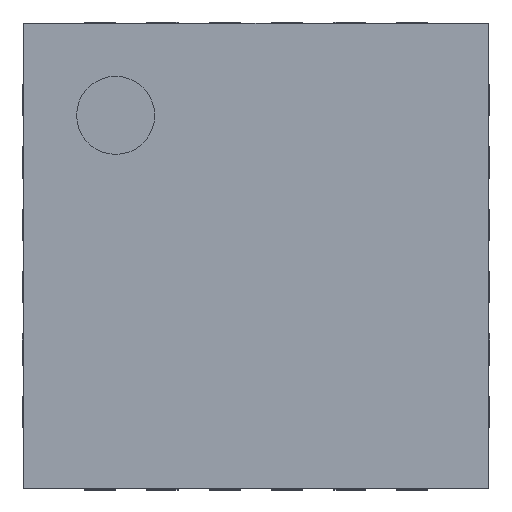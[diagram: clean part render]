
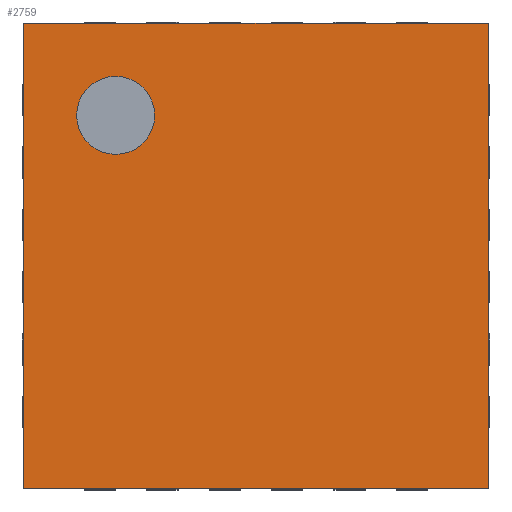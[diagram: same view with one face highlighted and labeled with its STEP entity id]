
A CAD part, top view. The second image highlights one B-rep face of the part: STEP entity #2759.
In plain terms, the highlighted planar face has unit normal (0, 0, 1).
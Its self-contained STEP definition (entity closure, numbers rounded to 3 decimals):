
#13=DIRECTION('',(0.,0.,1.));
#159=VECTOR('',#160,1.);
#160=DIRECTION('',(1.,0.,0.));
#166=VECTOR('',#167,1.);
#167=DIRECTION('',(0.,-1.,0.));
#768=VERTEX_POINT('',#769);
#769=CARTESIAN_POINT('',(-1.49,1.49,1.02));
#771=ORIENTED_EDGE('',*,*,#772,.T.);
#772=EDGE_CURVE('',#768,#773,#775,.T.);
#773=VERTEX_POINT('',#774);
#774=CARTESIAN_POINT('',(-1.49,-1.49,1.02));
#775=LINE('',#769,#166);
#885=ORIENTED_EDGE('',*,*,#886,.F.);
#886=EDGE_CURVE('',#768,#887,#889,.T.);
#887=VERTEX_POINT('',#888);
#888=CARTESIAN_POINT('',(1.49,1.49,1.02));
#889=LINE('',#769,#159);
#909=DIRECTION('',(0.,0.,-1.));
#1715=EDGE_CURVE('',#887,#1716,#1718,.T.);
#1716=VERTEX_POINT('',#1717);
#1717=CARTESIAN_POINT('',(1.49,-1.49,1.02));
#1718=LINE('',#888,#166);
#1824=EDGE_CURVE('',#773,#1716,#1825,.T.);
#1825=LINE('',#774,#159);
#2759=ADVANCED_FACE('',(#2760,#2764),#2773,.T.);
#2760=FACE_BOUND('',#2761,.T.);
#2761=EDGE_LOOP('',(#885,#771,#2762,#2763));
#2762=ORIENTED_EDGE('',*,*,#1824,.T.);
#2763=ORIENTED_EDGE('',*,*,#1715,.F.);
#2764=FACE_BOUND('',#2765,.T.);
#2765=EDGE_LOOP('',(#2766));
#2766=ORIENTED_EDGE('',*,*,#2767,.T.);
#2767=EDGE_CURVE('',#2768,#2768,#2770,.T.);
#2768=VERTEX_POINT('',#2769);
#2769=CARTESIAN_POINT('',(-0.9,0.65,1.02));
#2770=CIRCLE('',#2771,0.25);
#2771=AXIS2_PLACEMENT_3D('',#2772,#909,#167);
#2772=CARTESIAN_POINT('',(-0.9,0.9,1.02));
#2773=PLANE('',#2774);
#2774=AXIS2_PLACEMENT_3D('',#769,#13,#167);
